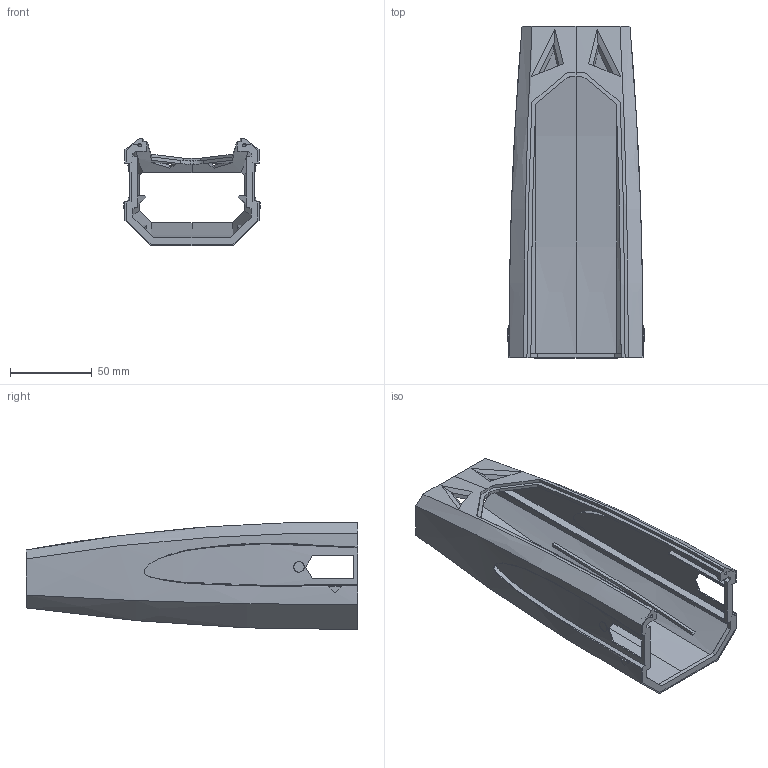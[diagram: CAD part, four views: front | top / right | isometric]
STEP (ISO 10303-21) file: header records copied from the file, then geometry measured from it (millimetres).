
FILE_DESCRIPTION(/* description */ (''),/* implementation_level */ '2;1');
FILE_NAME(/* name */ 'Fuselage 3.step',/* time_stamp */ '2024-06-08T12:43:05+02:00',/* author */ (''),/* organization */ (''),/* preprocessor_version */ 'ST-DEVELOPER v20',/* originating_system */ 'Autodesk Translation Framework v13.14.0.145',/* authorisation */ '');
FILE_SCHEMA (('AUTOMOTIVE_DESIGN { 1 0 10303 214 3 1 1 }'));
Length unit declared in the file: millimetre
Products named in the file (1): Fuselage 3
Bounding box: 83.6 x 202.6 x 65.45 mm (x, y, z)
Surface area: 90430.6 mm2 (no closed solid volume)
Topology: 0 solids, 1 shells, 194 faces, 562 edges, 364 vertices
Faces by surface type: plane 116, bspline 68, cylinder 10
Full cylindrical faces by diameter (mm): 6.4 x2
Entity records: 14377 total; most frequent: CARTESIAN_POINT 10020, ORIENTED_EDGE 1146, EDGE_CURVE 573, DIRECTION 490, VERTEX_POINT 364, B_SPLINE_CURVE_WITH_KNOTS 345, EDGE_LOOP 216, LINE 212
